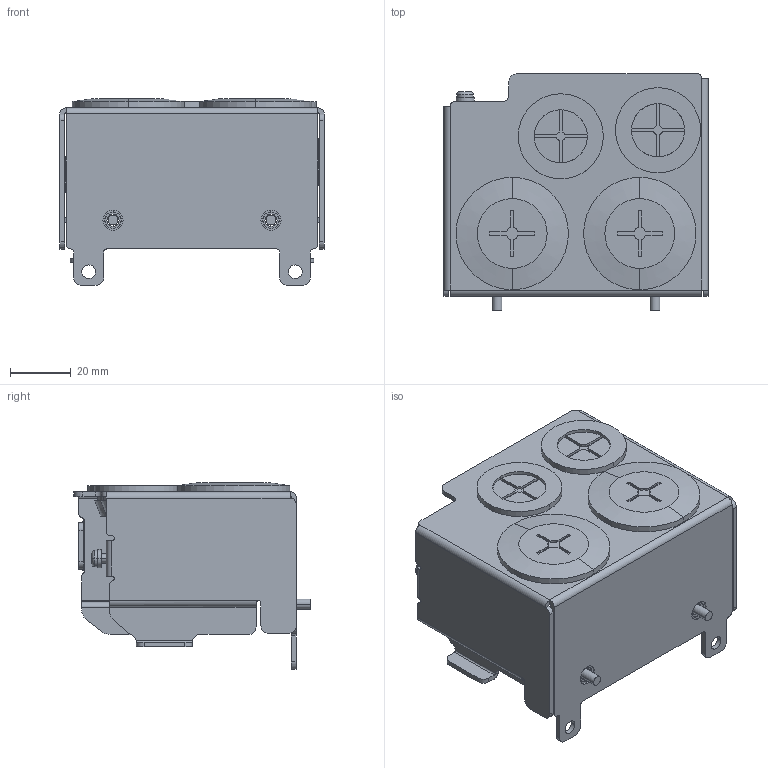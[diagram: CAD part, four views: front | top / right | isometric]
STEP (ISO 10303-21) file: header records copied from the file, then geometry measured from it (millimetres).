
FILE_DESCRIPTION (( 'STEP AP214' ), '1' );
FILE_NAME ('MKME-CBC r1 coord.STEP', '2021-03-22T12:22:34', ( '' ), ( '' ), 'SwSTEP 2.0', 'SolidWorks 2017', '' );
FILE_SCHEMA (( 'AUTOMOTIVE_DESIGN' ));
Length unit declared in the file: inch
Products named in the file (1): MKME-CBC r1 coord
Bounding box: 87 x 77.8 x 61.5 mm (x, y, z)
Volume: 35474.3 mm3; surface area: 45024.5 mm2
Topology: 8 solids, 8 shells, 356 faces, 908 edges, 592 vertices
Faces by surface type: plane 173, cylinder 155, cone 22, bspline 6
Entity records: 11414 total; most frequent: CARTESIAN_POINT 2228, DIRECTION 1935, ORIENTED_EDGE 1816, EDGE_CURVE 908, AXIS2_PLACEMENT_3D 713, VERTEX_POINT 592, VECTOR 509, LINE 509
